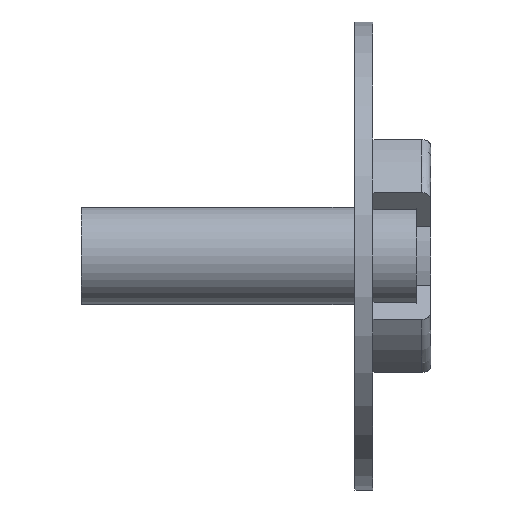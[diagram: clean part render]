
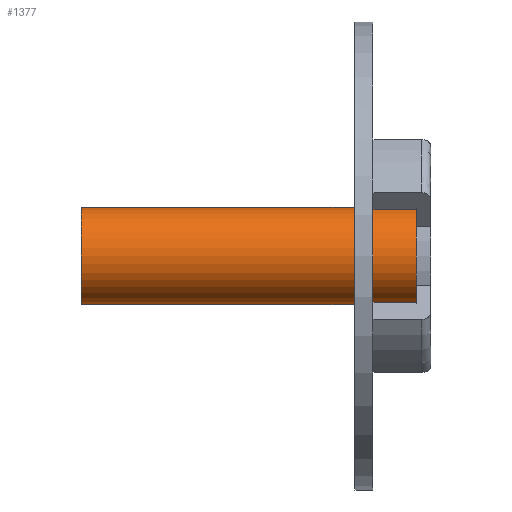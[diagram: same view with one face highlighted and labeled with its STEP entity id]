
A CAD part, left-side view. The second image highlights one B-rep face of the part: STEP entity #1377.
In plain terms, the highlighted cylindrical face has radius 2.7 mm (diameter 5.4 mm), a partial arc.
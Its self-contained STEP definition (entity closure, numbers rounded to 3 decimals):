
#47 = DIRECTION ( 'NONE',  ( 0., 0., 1. ) ) ;
#107 = CIRCLE ( 'NONE', #128, 2.7 ) ;
#108 = DIRECTION ( 'NONE',  ( 0., 1., 0. ) ) ;
#113 = VERTEX_POINT ( 'NONE', #611 ) ;
#128 = AXIS2_PLACEMENT_3D ( 'NONE', #994, #875, #1375 ) ;
#206 = CARTESIAN_POINT ( 'NONE',  ( 0., 14.208, -2.7 ) ) ;
#239 = FACE_OUTER_BOUND ( 'NONE', #1553, .T. ) ;
#307 = CIRCLE ( 'NONE', #884, 2.7 ) ;
#324 = EDGE_CURVE ( 'NONE', #738, #113, #675, .T. ) ;
#370 = AXIS2_PLACEMENT_3D ( 'NONE', #871, #108, #1250 ) ;
#379 = CARTESIAN_POINT ( 'NONE',  ( 0., 15.2, 2.7 ) ) ;
#384 = VECTOR ( 'NONE', #1120, 1000. ) ;
#417 = ORIENTED_EDGE ( 'NONE', *, *, #1280, .F. ) ;
#426 = EDGE_CURVE ( 'NONE', #1430, #1040, #618, .T. ) ;
#455 = EDGE_CURVE ( 'NONE', #738, #1430, #107, .T. ) ;
#573 = DIRECTION ( 'NONE',  ( 0., 1., 0. ) ) ;
#595 = CYLINDRICAL_SURFACE ( 'NONE', #370, 2.7 ) ;
#611 = CARTESIAN_POINT ( 'NONE',  ( 0., 15.2, -2.7 ) ) ;
#615 = ORIENTED_EDGE ( 'NONE', *, *, #455, .T. ) ;
#618 = LINE ( 'NONE', #1371, #384 ) ;
#675 = LINE ( 'NONE', #206, #802 ) ;
#738 = VERTEX_POINT ( 'NONE', #1223 ) ;
#763 = CARTESIAN_POINT ( 'NONE',  ( 0., 15.2, 0. ) ) ;
#802 = VECTOR ( 'NONE', #573, 1000. ) ;
#871 = CARTESIAN_POINT ( 'NONE',  ( 0., 14.208, 0. ) ) ;
#875 = DIRECTION ( 'NONE',  ( 0., 1., 0. ) ) ;
#884 = AXIS2_PLACEMENT_3D ( 'NONE', #763, #1173, #47 ) ;
#994 = CARTESIAN_POINT ( 'NONE',  ( 0., -3.4, 0. ) ) ;
#1040 = VERTEX_POINT ( 'NONE', #379 ) ;
#1090 = ORIENTED_EDGE ( 'NONE', *, *, #426, .T. ) ;
#1120 = DIRECTION ( 'NONE',  ( 0., 1., 0. ) ) ;
#1173 = DIRECTION ( 'NONE',  ( 0., 1., 0. ) ) ;
#1223 = CARTESIAN_POINT ( 'NONE',  ( 0., -3.4, -2.7 ) ) ;
#1250 = DIRECTION ( 'NONE',  ( 0., 0., 1. ) ) ;
#1280 = EDGE_CURVE ( 'NONE', #113, #1040, #307, .T. ) ;
#1371 = CARTESIAN_POINT ( 'NONE',  ( 0., 14.208, 2.7 ) ) ;
#1375 = DIRECTION ( 'NONE',  ( 0., 0., 1. ) ) ;
#1377 = ADVANCED_FACE ( 'NONE', ( #239 ), #595, .T. ) ;
#1430 = VERTEX_POINT ( 'NONE', #1620 ) ;
#1545 = ORIENTED_EDGE ( 'NONE', *, *, #324, .F. ) ;
#1553 = EDGE_LOOP ( 'NONE', ( #1545, #615, #1090, #417 ) ) ;
#1620 = CARTESIAN_POINT ( 'NONE',  ( 0., -3.4, 2.7 ) ) ;
